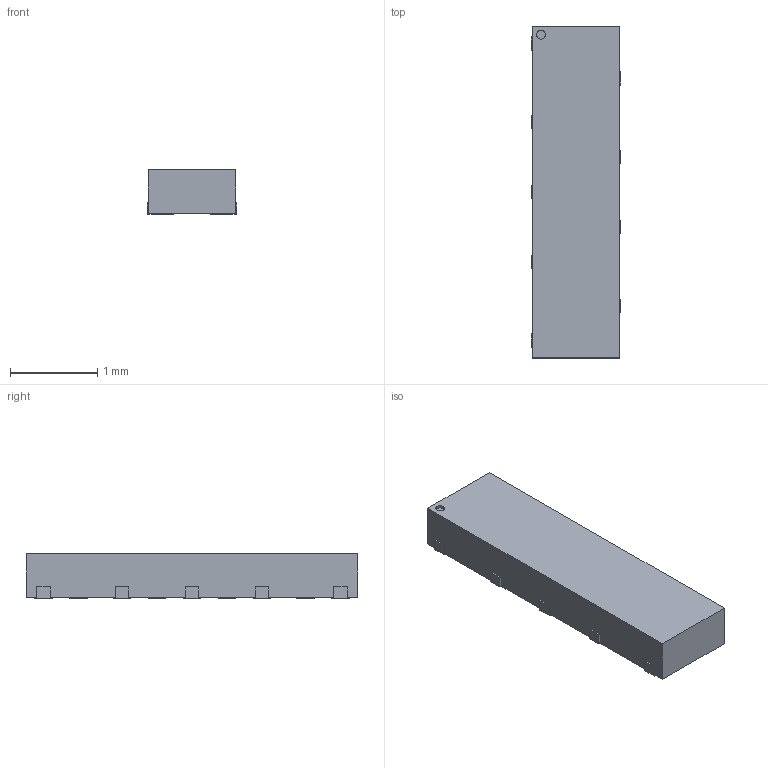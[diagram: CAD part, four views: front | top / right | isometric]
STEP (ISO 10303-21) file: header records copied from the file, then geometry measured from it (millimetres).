
FILE_DESCRIPTION(('FreeCAD Model'),'2;1');
FILE_NAME('Open CASCADE Shape Model','2021-06-15T20:50:24',( 'kicad StepUp'),('ksu MCAD'),'Open CASCADE STEP processor 7.5', 'FreeCAD','Unknown');
FILE_SCHEMA(('AUTOMOTIVE_DESIGN { 1 0 10303 214 1 1 1 1 }'));
Length unit declared in the file: millimetre
Products named in the file (1): UDFN_9_1_0x3_8mm_P0_5mm_cp
Bounding box: 1.02 x 3.8 x 0.51 mm (x, y, z)
Volume: 2 mm3; surface area: 14.8 mm2
Topology: 3 solids, 3 shells, 128 faces, 315 edges, 210 vertices
Faces by surface type: plane 125, cylinder 3
Full cylindrical faces by diameter (mm): 0.1 x2
Entity records: 4644 total; most frequent: CARTESIAN_POINT 654, ORIENTED_EDGE 630, DIRECTION 579, EDGE_CURVE 315, LINE 309, VECTOR 309, VERTEX_POINT 210, FACE_BOUND 147
